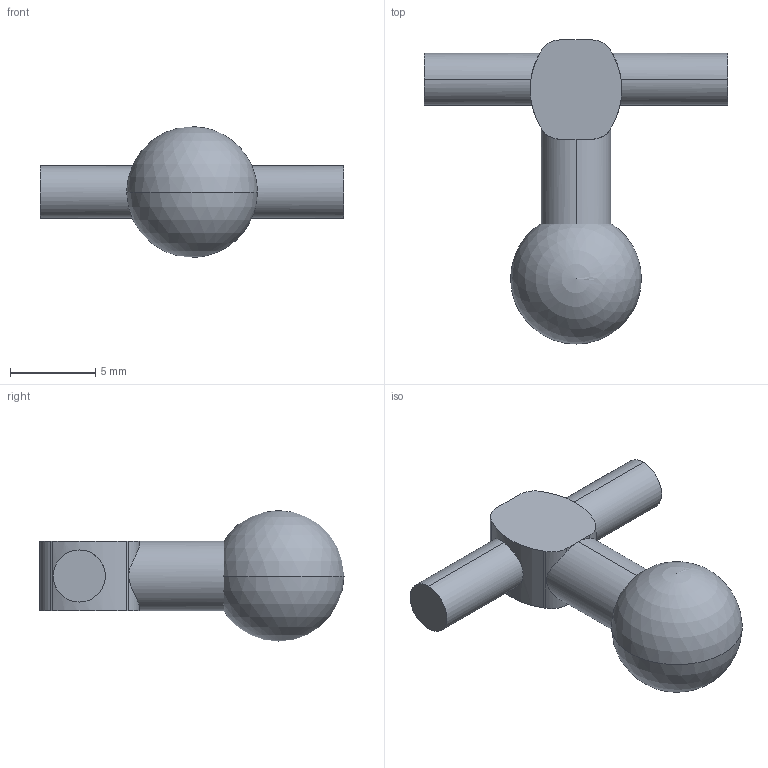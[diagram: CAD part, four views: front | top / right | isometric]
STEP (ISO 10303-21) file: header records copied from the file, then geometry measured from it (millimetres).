
FILE_DESCRIPTION (( 'STEP AP203' ), '1' );
FILE_NAME ('Spherical joint top -001_Default_sldprt.STEP', '2025-02-25T19:36:38', ( '' ), ( '' ), 'SwSTEP 2.0', 'SolidWorks 2024', '' );
FILE_SCHEMA (( 'CONFIG_CONTROL_DESIGN' ));
Length unit declared in the file: inch
Products named in the file (1): Spherical joint top -001_Default_sldprt
Bounding box: 17.78 x 17.78 x 7.65 mm (x, y, z)
Volume: 526.4 mm3; surface area: 525.7 mm2
Topology: 2 solids, 2 shells, 29 faces, 75 edges, 49 vertices
Faces by surface type: plane 14, cylinder 13, sphere 2
Entity records: 1053 total; most frequent: CARTESIAN_POINT 284, DIRECTION 148, ORIENTED_EDGE 140, EDGE_CURVE 70, AXIS2_PLACEMENT_3D 56, VERTEX_POINT 46, LINE 36, VECTOR 36
